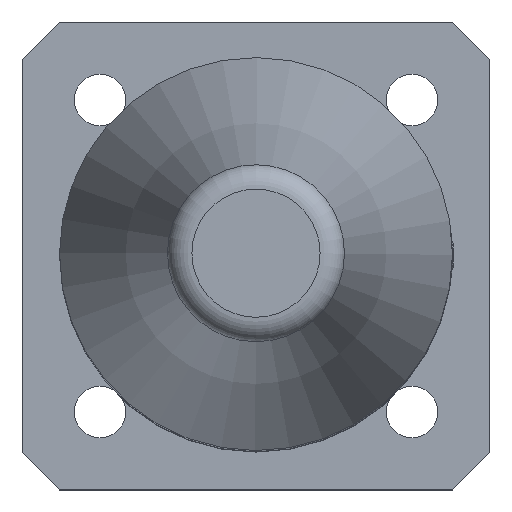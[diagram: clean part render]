
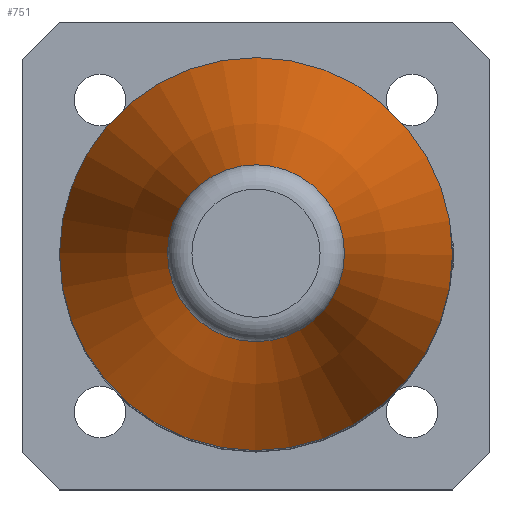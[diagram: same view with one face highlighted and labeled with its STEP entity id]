
A CAD part, top view. The second image highlights one B-rep face of the part: STEP entity #751.
In plain terms, the highlighted toroidal (fillet/blend) face has major radius 205.77 mm and minor radius 200 mm.
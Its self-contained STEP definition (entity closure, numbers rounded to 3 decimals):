
#24=TOROIDAL_SURFACE($,#848,205.77,200.);
#119=FACE_BOUND($,#276,.T.);
#178=FACE_OUTER_BOUND($,#275,.T.);
#275=EDGE_LOOP($,(#671));
#276=EDGE_LOOP($,(#672));
#381=CIRCLE($,#845,7.204);
#382=CIRCLE($,#847,16.);
#444=VERTEX_POINT($,#1289);
#445=VERTEX_POINT($,#1292);
#519=EDGE_CURVE($,#444,#444,#381,.T.);
#520=EDGE_CURVE($,#445,#445,#382,.T.);
#671=ORIENTED_EDGE($,*,*,#519,.F.);
#672=ORIENTED_EDGE($,*,*,#520,.T.);
#751=ADVANCED_FACE($,(#178,#119),#24,.F.);
#845=AXIS2_PLACEMENT_3D($,#1290,#1063,#1064);
#847=AXIS2_PLACEMENT_3D($,#1293,#1067,#1068);
#848=AXIS2_PLACEMENT_3D($,#1294,#1069,#1070);
#1063=DIRECTION('center_axis',(0.,0.,
1.));
#1064=DIRECTION('ref_axis',(-0.768,-0.64,0.));
#1067=DIRECTION('center_axis',(0.,0.,
1.));
#1068=DIRECTION('ref_axis',(0.768,0.64,0.));
#1069=DIRECTION('center_axis',(0.,0.,
1.));
#1070=DIRECTION('ref_axis',(0.64,-0.768,0.));
#1289=CARTESIAN_POINT('',(5.536,4.61,108.339));
#1290=CARTESIAN_POINT('Origin',(0.,0.,
108.339));
#1292=CARTESIAN_POINT('',(12.296,10.238,69.1));
#1293=CARTESIAN_POINT('Origin',(0.,0.,
69.1));
#1294=CARTESIAN_POINT('Origin',(0.,0.,
132.245));
